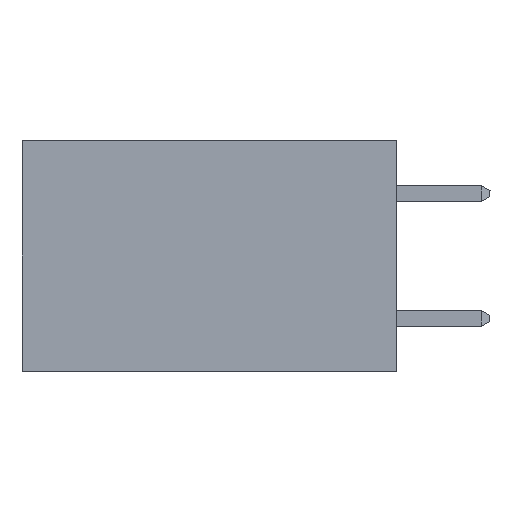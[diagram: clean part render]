
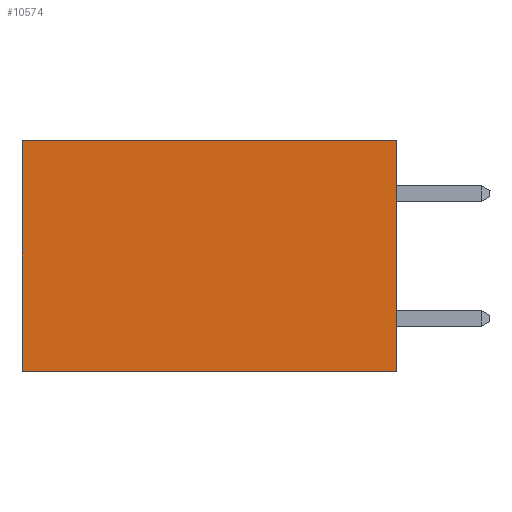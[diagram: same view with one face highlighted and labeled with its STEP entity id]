
A CAD part, left-side view. The second image highlights one B-rep face of the part: STEP entity #10574.
In plain terms, the highlighted planar face has unit normal (-1, 0, 0).
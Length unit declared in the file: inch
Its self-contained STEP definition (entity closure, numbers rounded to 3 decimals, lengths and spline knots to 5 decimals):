
#989 = VERTEX_POINT ( 'NONE', #12294 ) ;
#1562 = CARTESIAN_POINT ( 'NONE',  ( 0.298, 0.6, -0.37 ) ) ;
#1935 = CARTESIAN_POINT ( 'NONE',  ( 0.298, 0., -0.37 ) ) ;
#2160 = AXIS2_PLACEMENT_3D ( 'NONE', #6489, #2788, #11689 ) ;
#2324 = ORIENTED_EDGE ( 'NONE', *, *, #15448, .T. ) ;
#2788 = DIRECTION ( 'NONE',  ( 1., 0., 0. ) ) ;
#3245 = DIRECTION ( 'NONE',  ( 0., 1., 0. ) ) ;
#4193 = VERTEX_POINT ( 'NONE', #1562 ) ;
#5194 = DIRECTION ( 'NONE',  ( 0., 1., 0. ) ) ;
#5247 = ORIENTED_EDGE ( 'NONE', *, *, #5866, .T. ) ;
#5376 = DIRECTION ( 'NONE',  ( 0., 0., -1. ) ) ;
#5866 = EDGE_CURVE ( 'NONE', #989, #4193, #15755, .T. ) ;
#6353 = EDGE_LOOP ( 'NONE', ( #5247, #8856, #13774, #2324 ) ) ;
#6489 = CARTESIAN_POINT ( 'NONE',  ( 0.298, 0., 0. ) ) ;
#8201 = FACE_OUTER_BOUND ( 'NONE', #6353, .T. ) ;
#8856 = ORIENTED_EDGE ( 'NONE', *, *, #12839, .F. ) ;
#9514 = VECTOR ( 'NONE', #5194, 39.37008 ) ;
#9518 = LINE ( 'NONE', #1935, #16410 ) ;
#9918 = LINE ( 'NONE', #14159, #9514 ) ;
#10003 = VECTOR ( 'NONE', #5376, 39.37008 ) ;
#10357 = PLANE ( 'NONE',  #2160 ) ;
#10436 = LINE ( 'NONE', #10474, #10003 ) ;
#10474 = CARTESIAN_POINT ( 'NONE',  ( 0.298, 0., 0. ) ) ;
#10574 = ADVANCED_FACE ( 'NONE', ( #8201 ), #10357, .F. ) ;
#10638 = EDGE_CURVE ( 'NONE', #13297, #11443, #10436, .T. ) ;
#10639 = CARTESIAN_POINT ( 'NONE',  ( 0.298, 0., 0. ) ) ;
#11443 = VERTEX_POINT ( 'NONE', #15933 ) ;
#11689 = DIRECTION ( 'NONE',  ( 0., 0., -1. ) ) ;
#12294 = CARTESIAN_POINT ( 'NONE',  ( 0.298, 0.6, 0. ) ) ;
#12709 = VECTOR ( 'NONE', #16431, 39.37008 ) ;
#12839 = EDGE_CURVE ( 'NONE', #11443, #4193, #9518, .T. ) ;
#13297 = VERTEX_POINT ( 'NONE', #10639 ) ;
#13774 = ORIENTED_EDGE ( 'NONE', *, *, #10638, .F. ) ;
#14159 = CARTESIAN_POINT ( 'NONE',  ( 0.298, 0., 0. ) ) ;
#15448 = EDGE_CURVE ( 'NONE', #13297, #989, #9918, .T. ) ;
#15755 = LINE ( 'NONE', #16415, #12709 ) ;
#15933 = CARTESIAN_POINT ( 'NONE',  ( 0.298, 0., -0.37 ) ) ;
#16410 = VECTOR ( 'NONE', #3245, 39.37008 ) ;
#16415 = CARTESIAN_POINT ( 'NONE',  ( 0.298, 0.6, 0. ) ) ;
#16431 = DIRECTION ( 'NONE',  ( 0., 0., -1. ) ) ;
